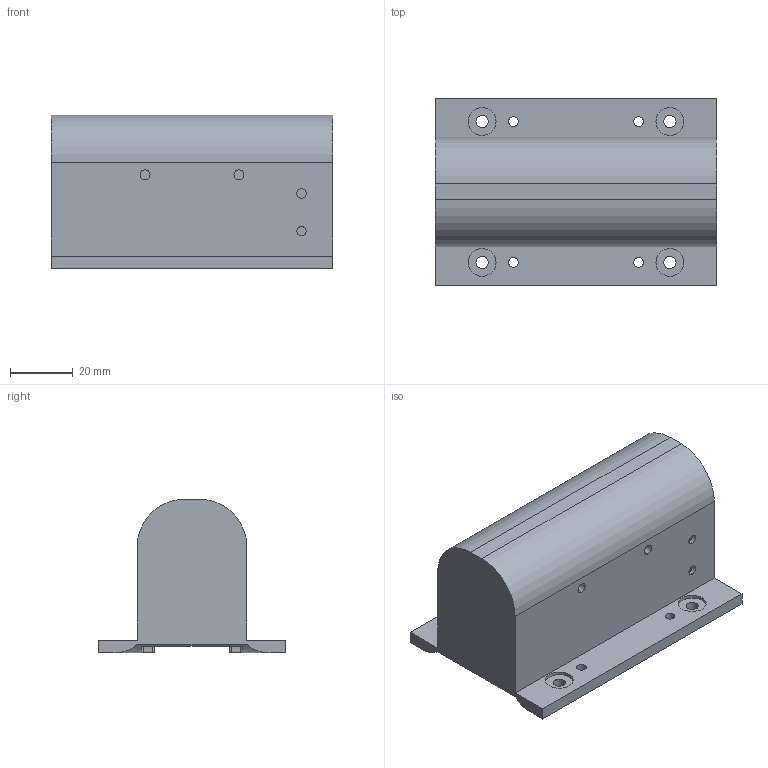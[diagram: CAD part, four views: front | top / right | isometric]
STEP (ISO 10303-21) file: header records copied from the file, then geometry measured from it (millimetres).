
FILE_DESCRIPTION (( 'STEP AP203' ), '1' );
FILE_NAME ('battery_cover_vertical.STEP', '2025-12-08T16:30:49', ( '' ), ( '' ), 'SwSTEP 2.0', 'SolidWorks 2025', '' );
FILE_SCHEMA (( 'CONFIG_CONTROL_DESIGN' ));
Length unit declared in the file: millimetre
Products named in the file (1): battery_cover_vertical
Bounding box: 90 x 60 x 49 mm (x, y, z)
Volume: 31919.4 mm3; surface area: 33315.4 mm2
Topology: 1 solids, 1 shells, 113 faces, 293 edges, 188 vertices
Faces by surface type: cylinder 63, plane 38, torus 6, bspline 6
Entity records: 3842 total; most frequent: CARTESIAN_POINT 911, DIRECTION 615, ORIENTED_EDGE 586, EDGE_CURVE 293, AXIS2_PLACEMENT_3D 234, VERTEX_POINT 188, LINE 147, VECTOR 147
